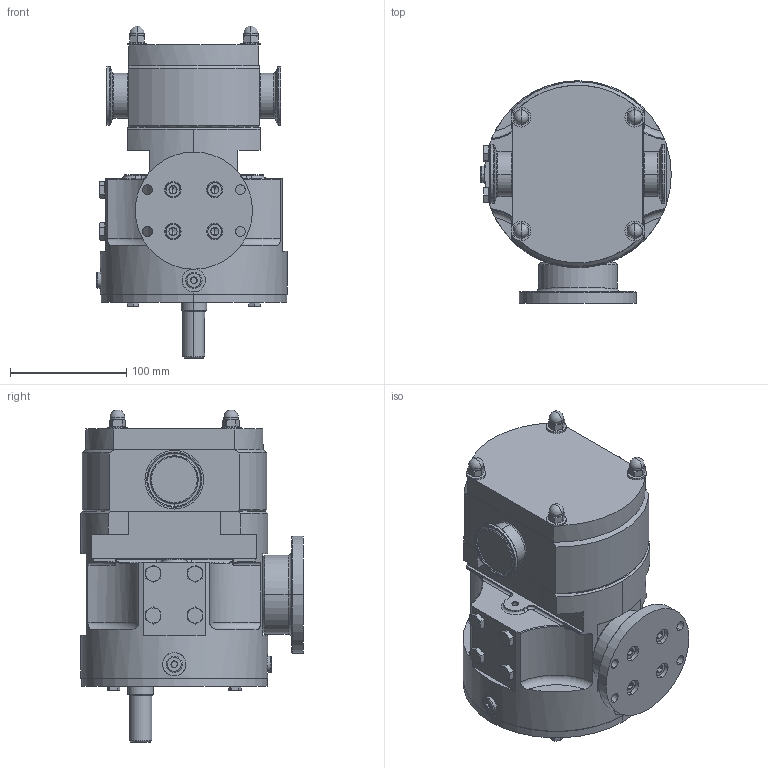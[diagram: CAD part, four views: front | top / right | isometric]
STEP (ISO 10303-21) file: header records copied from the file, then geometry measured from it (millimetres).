
FILE_DESCRIPTION((''),'2;1');
FILE_NAME('FL258S_1_TRI_CLAMP_SW0001','2023-01-20T11:33:56',('DS'),(''),'CREO PARAMETRIC BY PTC INC, 2022281','CREO PARAMETRIC BY PTC INC, 2022281','');
FILE_SCHEMA(('CONFIG_CONTROL_DESIGN'));
Length unit declared in the file: millimetre
Products named in the file (1): FL258S_1_TRI_CLAMP_SW0001
Bounding box: 164.25 x 191.5 x 286.08 mm (x, y, z)
Volume: 3880217.1 mm3; surface area: 217590.3 mm2
Topology: 1 solids, 2 shells, 673 faces, 1561 edges, 923 vertices
Faces by surface type: plane 251, cylinder 172, cone 156, torus 62, bspline 24, sphere 8
Entity records: 22612 total; most frequent: CARTESIAN_POINT 7596, DIRECTION 3205, ORIENTED_EDGE 3054, EDGE_CURVE 1527, AXIS2_PLACEMENT_3D 1307, VERTEX_POINT 923, EDGE_LOOP 756, FACE_OUTER_BOUND 673
